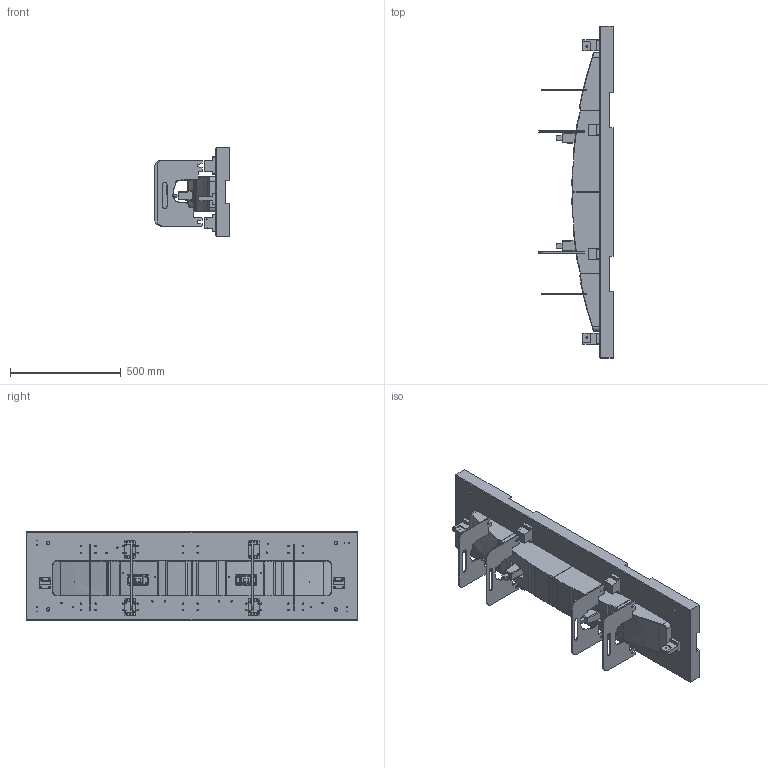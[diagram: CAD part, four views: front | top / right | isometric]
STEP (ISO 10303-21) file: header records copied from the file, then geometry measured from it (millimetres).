
FILE_DESCRIPTION(/* description */ (''),/* implementation_level */ '2;1');
FILE_NAME(/* name */ 'CSJ-G8331-N886521000 EABS_K1-V1_2020.9.3.stp',/* time_stamp */ '2020-09-30T14:51:52+08:00',/* author */ (''),/* organization */ (''),/* preprocessor_version */ 'ST-DEVELOPER v16',/* originating_system */ 'SIEMENS PLM Software NX 10.0',/* authorisation */ '');
FILE_SCHEMA (('AP203_CONFIGURATION_CONTROLLED_3D_DESIGN_OF_MECHANICAL_PARTS_AND_ASSEMBLIES_MIM_LF { 1 0 10303 403 2 1 2}'));
Length unit declared in the file: millimetre
Products named in the file (1): DELL33F000D1g8un
Bounding box: 336 x 1500 x 400 mm (x, y, z)
Volume: 36769693.6 mm3; surface area: 3028550.8 mm2
Topology: 17 solids, 17 shells, 1071 faces, 3088 edges, 2261 vertices
Faces by surface type: plane 347, cylinder 344, cone 206, bspline 118, torus 48, sphere 8
Full cylindrical faces by diameter (mm): 2.5 x8, 3.3 x8, 3.4 x2, 5 x84, 5.1 x6, 5.8 x24, 6.8 x2, 7 x40, 12 x16, 14 x4
Entity records: 39445 total; most frequent: CARTESIAN_POINT 15337, DIRECTION 4625, ORIENTED_EDGE 4472, EDGE_CURVE 2236, AXIS2_PLACEMENT_3D 1798, VERTEX_POINT 1729, EDGE_LOOP 1643, FACE_BOUND 1161
